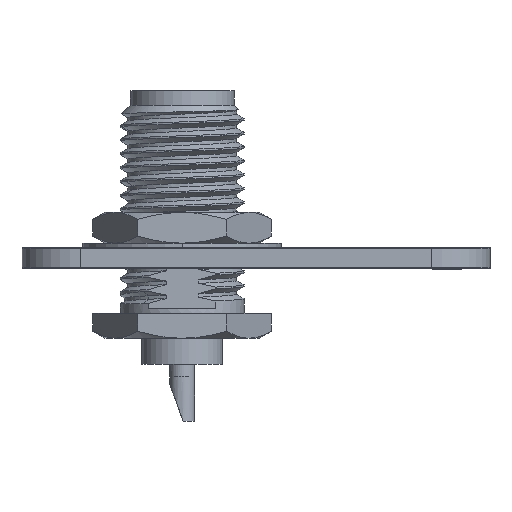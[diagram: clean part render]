
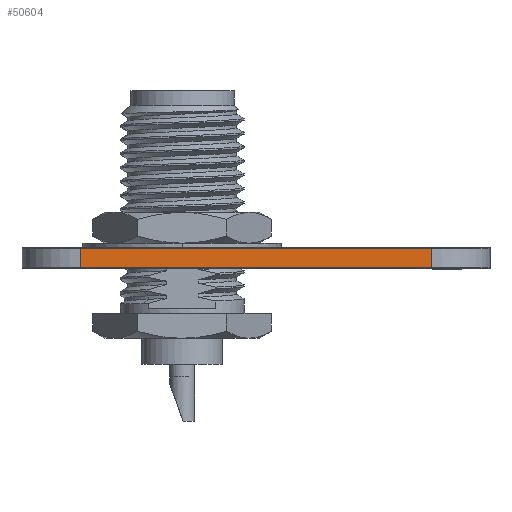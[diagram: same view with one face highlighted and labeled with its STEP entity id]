
A CAD part, left-side view. The second image highlights one B-rep face of the part: STEP entity #50604.
In plain terms, the highlighted planar face has unit normal (-1, 0, 0).
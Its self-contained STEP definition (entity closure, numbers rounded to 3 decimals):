
#49365 = VERTEX_POINT('',#49366);
#49366 = CARTESIAN_POINT('',(-35.75,21.013,0.));
#49373 = EDGE_CURVE('',#49374,#49365,#49376,.T.);
#49374 = VERTEX_POINT('',#49375);
#49375 = CARTESIAN_POINT('',(-35.75,3.013,0.));
#49376 = LINE('',#49377,#49378);
#49377 = CARTESIAN_POINT('',(-35.75,3.013,0.));
#49378 = VECTOR('',#49379,1.);
#49379 = DIRECTION('',(0.,1.,0.));
#49971 = VERTEX_POINT('',#49972);
#49972 = CARTESIAN_POINT('',(-35.75,21.013,1.));
#49979 = EDGE_CURVE('',#49980,#49971,#49982,.T.);
#49980 = VERTEX_POINT('',#49981);
#49981 = CARTESIAN_POINT('',(-35.75,3.013,1.));
#49982 = LINE('',#49983,#49984);
#49983 = CARTESIAN_POINT('',(-35.75,3.013,1.));
#49984 = VECTOR('',#49985,1.);
#49985 = DIRECTION('',(0.,1.,0.));
#50574 = EDGE_CURVE('',#49365,#49971,#50575,.T.);
#50575 = LINE('',#50576,#50577);
#50576 = CARTESIAN_POINT('',(-35.75,21.013,0.));
#50577 = VECTOR('',#50578,1.);
#50578 = DIRECTION('',(0.,0.,1.));
#50604 = ADVANCED_FACE('',(#50605),#50616,.T.);
#50605 = FACE_BOUND('',#50606,.T.);
#50606 = EDGE_LOOP('',(#50607,#50613,#50614,#50615));
#50607 = ORIENTED_EDGE('',*,*,#50608,.T.);
#50608 = EDGE_CURVE('',#49374,#49980,#50609,.T.);
#50609 = LINE('',#50610,#50611);
#50610 = CARTESIAN_POINT('',(-35.75,3.013,0.));
#50611 = VECTOR('',#50612,1.);
#50612 = DIRECTION('',(0.,0.,1.));
#50613 = ORIENTED_EDGE('',*,*,#49979,.T.);
#50614 = ORIENTED_EDGE('',*,*,#50574,.F.);
#50615 = ORIENTED_EDGE('',*,*,#49373,.F.);
#50616 = PLANE('',#50617);
#50617 = AXIS2_PLACEMENT_3D('',#50618,#50619,#50620);
#50618 = CARTESIAN_POINT('',(-35.75,3.013,0.));
#50619 = DIRECTION('',(-1.,0.,0.));
#50620 = DIRECTION('',(0.,1.,0.));
